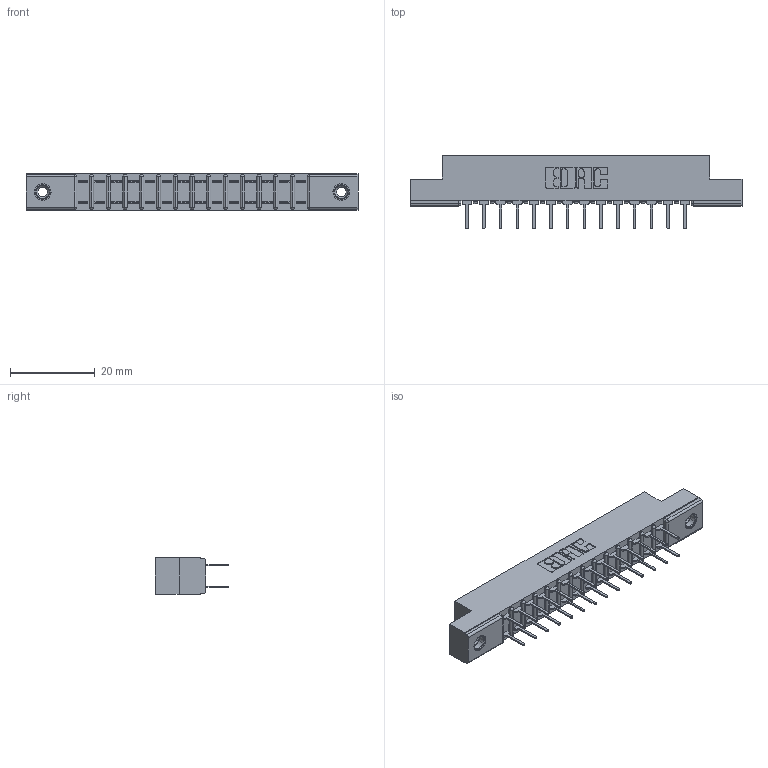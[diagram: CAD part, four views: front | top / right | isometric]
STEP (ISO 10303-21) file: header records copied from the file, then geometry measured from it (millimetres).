
FILE_DESCRIPTION (( 'STEP AP203' ), '1' );
FILE_NAME ('357-028-524-208.STEP', '2019-09-17T23:35:55', ( '' ), ( '' ), 'SwSTEP 2.0', 'SolidWorks 2016', '' );
FILE_SCHEMA (( 'CONFIG_CONTROL_DESIGN' ));
Length unit declared in the file: inch
Products named in the file (4): 307-290-001_524; 357-028-524-208; 345-250-001_345-250-003-102; 307 Part_.156 Dia Mounting Holes
Assembly tree (31 placements, depth 2):
  357-028-524-208
    307 Part_.156 Dia Mounting Holes
    307-290-001_524  x28
    345-250-001_345-250-003-102  x2
Bounding box: 78.49 x 17.42 x 8.71 mm (x, y, z)
Volume: 5119.2 mm3; surface area: 8598.4 mm2
Topology: 31 solids, 31 shells, 1481 faces, 4099 edges, 2646 vertices
Faces by surface type: plane 970, cylinder 465, sphere 30, cone 12, torus 4
Entity records: 17055 total; most frequent: CARTESIAN_POINT 2781, ORIENTED_EDGE 2746, DIRECTION 2745, EDGE_CURVE 1373, LINE 1041, VECTOR 1041, VERTEX_POINT 888, AXIS2_PLACEMENT_3D 852
